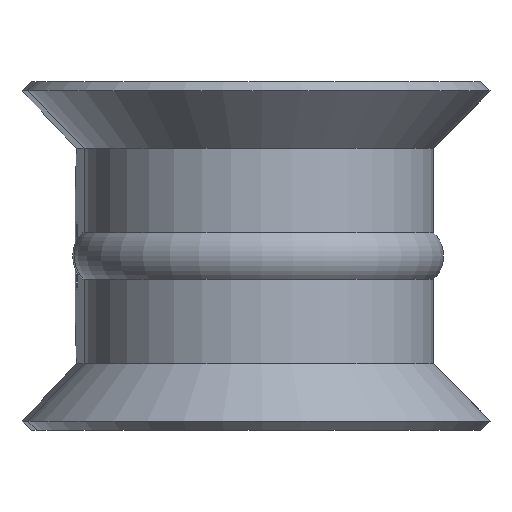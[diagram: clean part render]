
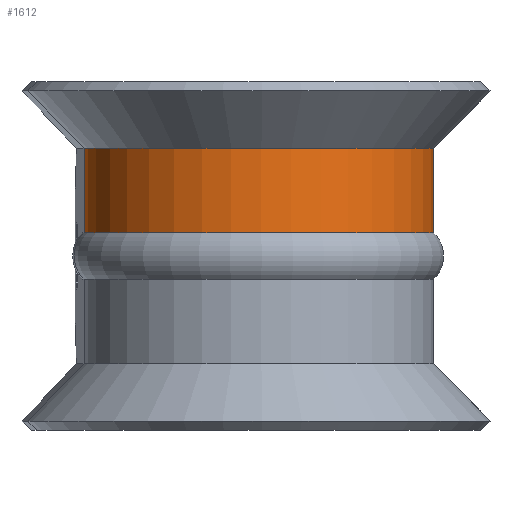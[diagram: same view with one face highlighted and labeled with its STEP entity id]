
A CAD part, front view. The second image highlights one B-rep face of the part: STEP entity #1612.
In plain terms, the highlighted cylindrical face has radius 18.05 mm (diameter 36.1 mm), a partial arc.
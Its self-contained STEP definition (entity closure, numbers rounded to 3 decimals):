
#15 = DIRECTION ( 'NONE',  ( 0., 0., -1. ) ) ;
#293 = EDGE_LOOP ( 'NONE', ( #2033, #557, #1020, #294 ) ) ;
#294 = ORIENTED_EDGE ( 'NONE', *, *, #653, .T. ) ;
#426 = AXIS2_PLACEMENT_3D ( 'NONE', #2801, #1936, #781 ) ;
#536 = DIRECTION ( 'NONE',  ( -1., 0., 0. ) ) ;
#557 = ORIENTED_EDGE ( 'NONE', *, *, #1370, .F. ) ;
#582 = DIRECTION ( 'NONE',  ( -1., 0., 0. ) ) ;
#653 = EDGE_CURVE ( 'NONE', #1477, #1474, #2376, .T. ) ;
#679 = CARTESIAN_POINT ( 'NONE',  ( 0., -89.25, -11.1 ) ) ;
#745 = AXIS2_PLACEMENT_3D ( 'NONE', #2108, #1856, #536 ) ;
#774 = CARTESIAN_POINT ( 'NONE',  ( -36.092, -89.77, 2.4 ) ) ;
#781 = DIRECTION ( 'NONE',  ( -1., 0., 0. ) ) ;
#890 = CIRCLE ( 'NONE', #426, 18.05 ) ;
#1020 = ORIENTED_EDGE ( 'NONE', *, *, #1859, .T. ) ;
#1123 = CARTESIAN_POINT ( 'NONE',  ( 0., -89.25, 11.1 ) ) ;
#1370 = EDGE_CURVE ( 'NONE', #2240, #1634, #1833, .T. ) ;
#1451 = CARTESIAN_POINT ( 'NONE',  ( -36.092, -89.77, 11.1 ) ) ;
#1474 = VERTEX_POINT ( 'NONE', #774 ) ;
#1477 = VERTEX_POINT ( 'NONE', #1451 ) ;
#1500 = CARTESIAN_POINT ( 'NONE',  ( 0., -89.25, 2.4 ) ) ;
#1612 = ADVANCED_FACE ( 'NONE', ( #1974 ), #1727, .T. ) ;
#1634 = VERTEX_POINT ( 'NONE', #1500 ) ;
#1702 = VECTOR ( 'NONE', #15, 1000. ) ;
#1727 = CYLINDRICAL_SURFACE ( 'NONE', #2602, 18.05 ) ;
#1833 = LINE ( 'NONE', #679, #1702 ) ;
#1843 = VECTOR ( 'NONE', #1876, 1000. ) ;
#1856 = DIRECTION ( 'NONE',  ( 0., 0., -1. ) ) ;
#1859 = EDGE_CURVE ( 'NONE', #2240, #1477, #2037, .T. ) ;
#1876 = DIRECTION ( 'NONE',  ( 0., 0., -1. ) ) ;
#1936 = DIRECTION ( 'NONE',  ( 0., 0., -1. ) ) ;
#1974 = FACE_OUTER_BOUND ( 'NONE', #293, .T. ) ;
#1994 = CARTESIAN_POINT ( 'NONE',  ( -18.05, -89.25, 0. ) ) ;
#2033 = ORIENTED_EDGE ( 'NONE', *, *, #2730, .F. ) ;
#2037 = CIRCLE ( 'NONE', #745, 18.05 ) ;
#2108 = CARTESIAN_POINT ( 'NONE',  ( -18.05, -89.25, 11.1 ) ) ;
#2240 = VERTEX_POINT ( 'NONE', #1123 ) ;
#2376 = LINE ( 'NONE', #2595, #1843 ) ;
#2595 = CARTESIAN_POINT ( 'NONE',  ( -36.092, -89.77, -11.1 ) ) ;
#2602 = AXIS2_PLACEMENT_3D ( 'NONE', #1994, #2629, #582 ) ;
#2629 = DIRECTION ( 'NONE',  ( 0., 0., -1. ) ) ;
#2730 = EDGE_CURVE ( 'NONE', #1634, #1474, #890, .T. ) ;
#2801 = CARTESIAN_POINT ( 'NONE',  ( -18.05, -89.25, 2.4 ) ) ;
